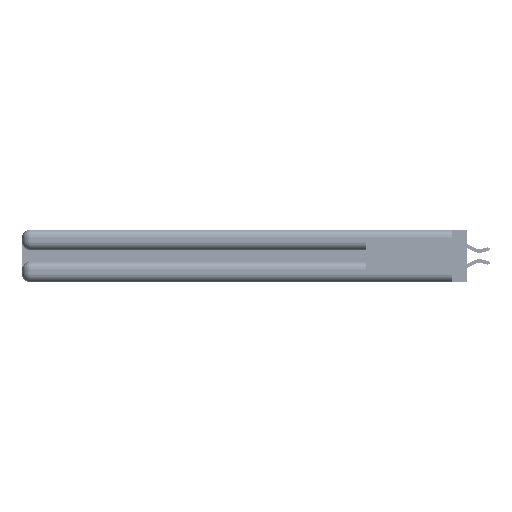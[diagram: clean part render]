
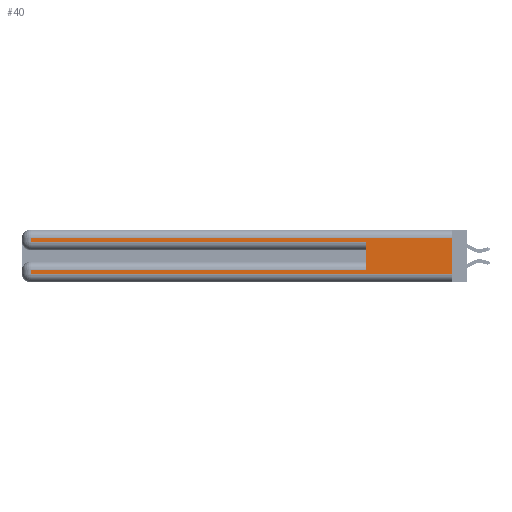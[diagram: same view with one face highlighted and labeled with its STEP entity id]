
A CAD part, left-side view. The second image highlights one B-rep face of the part: STEP entity #40.
In plain terms, the highlighted planar face has unit normal (-1, 0, 0).
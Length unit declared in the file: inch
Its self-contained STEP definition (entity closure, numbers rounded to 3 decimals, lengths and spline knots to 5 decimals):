
#40 = ADVANCED_FACE ( 'NONE', ( #48997 ), #15326, .F. ) ;
#1609 = CARTESIAN_POINT ( 'NONE',  ( 0., 2.94, 0.06 ) ) ;
#3715 = CARTESIAN_POINT ( 'NONE',  ( 0., 0., 0.06 ) ) ;
#3767 = VECTOR ( 'NONE', #44684, 39.37008 ) ;
#3840 = CARTESIAN_POINT ( 'NONE',  ( 0., 0.6, 0.085 ) ) ;
#4364 = VERTEX_POINT ( 'NONE', #11873 ) ;
#4430 = VECTOR ( 'NONE', #43356, 39.37008 ) ;
#5885 = EDGE_CURVE ( 'NONE', #45088, #43534, #27287, .T. ) ;
#6090 = CARTESIAN_POINT ( 'NONE',  ( 0., 0., 0.285 ) ) ;
#9681 = VERTEX_POINT ( 'NONE', #3840 ) ;
#11262 = ORIENTED_EDGE ( 'NONE', *, *, #5885, .F. ) ;
#11873 = CARTESIAN_POINT ( 'NONE',  ( 0., 2.94, 0.285 ) ) ;
#12816 = EDGE_CURVE ( 'NONE', #16338, #4364, #31078, .T. ) ;
#13289 = DIRECTION ( 'NONE',  ( 0., 0., 1. ) ) ;
#15078 = VECTOR ( 'NONE', #51176, 39.37008 ) ;
#15326 = PLANE ( 'NONE',  #54925 ) ;
#16338 = VERTEX_POINT ( 'NONE', #37935 ) ;
#17631 = LINE ( 'NONE', #38960, #4430 ) ;
#19117 = CARTESIAN_POINT ( 'NONE',  ( 0., 0., 0.06 ) ) ;
#19778 = DIRECTION ( 'NONE',  ( 0., 0., -1. ) ) ;
#20667 = CARTESIAN_POINT ( 'NONE',  ( 0., 0., 0.085 ) ) ;
#22627 = VECTOR ( 'NONE', #32451, 39.37008 ) ;
#22682 = LINE ( 'NONE', #20667, #15078 ) ;
#25010 = DIRECTION ( 'NONE',  ( 0., 0., -1. ) ) ;
#26153 = ORIENTED_EDGE ( 'NONE', *, *, #34183, .T. ) ;
#27287 = LINE ( 'NONE', #40283, #3767 ) ;
#27470 = LINE ( 'NONE', #48120, #45177 ) ;
#27890 = LINE ( 'NONE', #42532, #49682 ) ;
#28637 = ORIENTED_EDGE ( 'NONE', *, *, #55472, .T. ) ;
#28668 = EDGE_CURVE ( 'NONE', #9681, #39670, #22682, .T. ) ;
#28899 = EDGE_CURVE ( 'NONE', #9681, #41761, #27470, .T. ) ;
#29156 = EDGE_CURVE ( 'NONE', #4364, #41761, #44448, .T. ) ;
#31078 = LINE ( 'NONE', #51085, #32461 ) ;
#32451 = DIRECTION ( 'NONE',  ( 0., -1., 0. ) ) ;
#32461 = VECTOR ( 'NONE', #25010, 39.37008 ) ;
#32781 = CARTESIAN_POINT ( 'NONE',  ( 0., 0., 0.37 ) ) ;
#34183 = EDGE_CURVE ( 'NONE', #36980, #43534, #49022, .T. ) ;
#36980 = VERTEX_POINT ( 'NONE', #1609 ) ;
#37935 = CARTESIAN_POINT ( 'NONE',  ( 0., 2.94, 0.31 ) ) ;
#38960 = CARTESIAN_POINT ( 'NONE',  ( 0., 0., 0.31 ) ) ;
#39475 = EDGE_LOOP ( 'NONE', ( #11262, #28637, #48455, #52226, #52380, #55721, #43455, #26153 ) ) ;
#39670 = VERTEX_POINT ( 'NONE', #50254 ) ;
#40283 = CARTESIAN_POINT ( 'NONE',  ( 0., 0., 0.37 ) ) ;
#41761 = VERTEX_POINT ( 'NONE', #55752 ) ;
#42532 = CARTESIAN_POINT ( 'NONE',  ( 0., 2.94, 0.37 ) ) ;
#43356 = DIRECTION ( 'NONE',  ( 0., 1., 0. ) ) ;
#43455 = ORIENTED_EDGE ( 'NONE', *, *, #55915, .T. ) ;
#43534 = VERTEX_POINT ( 'NONE', #3715 ) ;
#44448 = LINE ( 'NONE', #6090, #22627 ) ;
#44684 = DIRECTION ( 'NONE',  ( 0., 0., -1. ) ) ;
#45088 = VERTEX_POINT ( 'NONE', #45428 ) ;
#45177 = VECTOR ( 'NONE', #13289, 39.37008 ) ;
#45428 = CARTESIAN_POINT ( 'NONE',  ( 0., 0., 0.31 ) ) ;
#45483 = DIRECTION ( 'NONE',  ( 0., -1., 0. ) ) ;
#45944 = DIRECTION ( 'NONE',  ( 1., 0., 0. ) ) ;
#46920 = DIRECTION ( 'NONE',  ( 0., 0., -1. ) ) ;
#47654 = VECTOR ( 'NONE', #45483, 39.37008 ) ;
#48120 = CARTESIAN_POINT ( 'NONE',  ( 0., 0.6, 0.145 ) ) ;
#48455 = ORIENTED_EDGE ( 'NONE', *, *, #12816, .T. ) ;
#48997 = FACE_OUTER_BOUND ( 'NONE', #39475, .T. ) ;
#49022 = LINE ( 'NONE', #19117, #47654 ) ;
#49682 = VECTOR ( 'NONE', #46920, 39.37008 ) ;
#50254 = CARTESIAN_POINT ( 'NONE',  ( 0., 2.94, 0.085 ) ) ;
#51085 = CARTESIAN_POINT ( 'NONE',  ( 0., 2.94, 0.37 ) ) ;
#51176 = DIRECTION ( 'NONE',  ( 0., 1., 0. ) ) ;
#52226 = ORIENTED_EDGE ( 'NONE', *, *, #29156, .T. ) ;
#52380 = ORIENTED_EDGE ( 'NONE', *, *, #28899, .F. ) ;
#54925 = AXIS2_PLACEMENT_3D ( 'NONE', #32781, #45944, #19778 ) ;
#55472 = EDGE_CURVE ( 'NONE', #45088, #16338, #17631, .T. ) ;
#55721 = ORIENTED_EDGE ( 'NONE', *, *, #28668, .T. ) ;
#55752 = CARTESIAN_POINT ( 'NONE',  ( 0., 0.6, 0.285 ) ) ;
#55915 = EDGE_CURVE ( 'NONE', #39670, #36980, #27890, .T. ) ;
